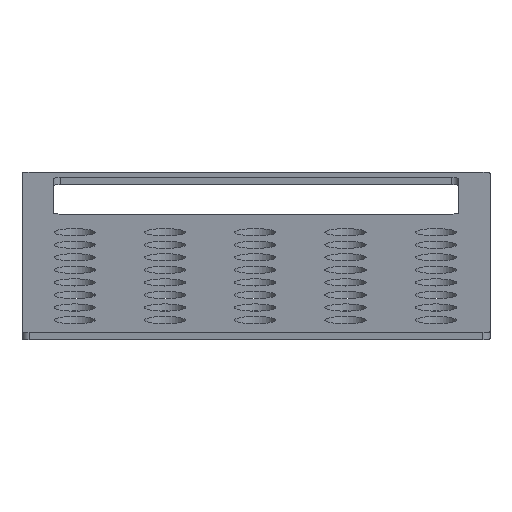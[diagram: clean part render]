
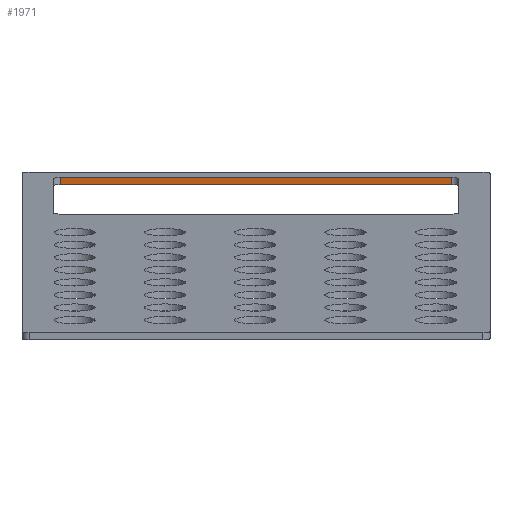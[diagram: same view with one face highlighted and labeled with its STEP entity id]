
A CAD part, front view. The second image highlights one B-rep face of the part: STEP entity #1971.
In plain terms, the highlighted planar face has unit normal (0, -0.985, -0.174).
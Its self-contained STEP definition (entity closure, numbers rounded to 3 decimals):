
#589 = EDGE_CURVE('',#590,#592,#594,.T.);
#590 = VERTEX_POINT('',#591);
#591 = CARTESIAN_POINT('',(-27.5,56.285,30.06));
#592 = VERTEX_POINT('',#593);
#593 = CARTESIAN_POINT('',(27.5,56.285,30.06));
#594 = LINE('',#595,#596);
#595 = CARTESIAN_POINT('',(-27.5,56.285,30.06));
#596 = VECTOR('',#597,1.);
#597 = DIRECTION('',(1.,0.,0.));
#1151 = EDGE_CURVE('',#1152,#1154,#1156,.T.);
#1152 = VERTEX_POINT('',#1153);
#1153 = CARTESIAN_POINT('',(-27.5,56.112,31.044));
#1154 = VERTEX_POINT('',#1155);
#1155 = CARTESIAN_POINT('',(27.5,56.112,31.044));
#1156 = LINE('',#1157,#1158);
#1157 = CARTESIAN_POINT('',(-27.5,56.112,31.044));
#1158 = VECTOR('',#1159,1.);
#1159 = DIRECTION('',(1.,0.,0.));
#1971 = ADVANCED_FACE('',(#1972),#1988,.F.);
#1972 = FACE_BOUND('',#1973,.F.);
#1973 = EDGE_LOOP('',(#1974,#1980,#1981,#1987));
#1974 = ORIENTED_EDGE('',*,*,#1975,.T.);
#1975 = EDGE_CURVE('',#590,#1152,#1976,.T.);
#1976 = LINE('',#1977,#1978);
#1977 = CARTESIAN_POINT('',(-27.5,56.285,30.06));
#1978 = VECTOR('',#1979,1.);
#1979 = DIRECTION('',(0.,-0.174,0.985));
#1980 = ORIENTED_EDGE('',*,*,#1151,.T.);
#1981 = ORIENTED_EDGE('',*,*,#1982,.F.);
#1982 = EDGE_CURVE('',#592,#1154,#1983,.T.);
#1983 = LINE('',#1984,#1985);
#1984 = CARTESIAN_POINT('',(27.5,56.285,30.06));
#1985 = VECTOR('',#1986,1.);
#1986 = DIRECTION('',(0.,-0.174,0.985));
#1987 = ORIENTED_EDGE('',*,*,#589,.F.);
#1988 = PLANE('',#1989);
#1989 = AXIS2_PLACEMENT_3D('',#1990,#1991,#1992);
#1990 = CARTESIAN_POINT('',(-27.5,56.285,30.06));
#1991 = DIRECTION('',(0.,0.985,0.174));
#1992 = DIRECTION('',(1.,0.,0.));
